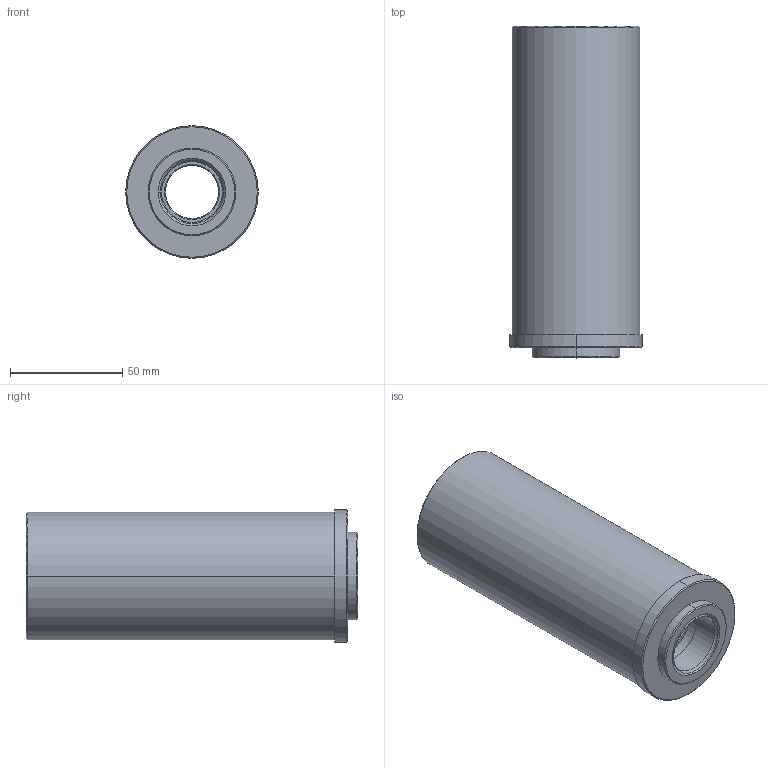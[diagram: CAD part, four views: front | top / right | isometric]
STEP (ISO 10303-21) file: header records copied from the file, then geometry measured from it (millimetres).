
FILE_DESCRIPTION((''),'2;1');
FILE_NAME('INTERFACE','2020-05-28T',('ygill'),(''),'CREO PARAMETRIC BY PTC INC, 2016260','CREO PARAMETRIC BY PTC INC, 2016260','');
FILE_SCHEMA(('CONFIG_CONTROL_DESIGN'));
Length unit declared in the file: millimetre
Products named in the file (1): INTERFACE
Bounding box: 59 x 147.5 x 59 mm (x, y, z)
Volume: 254997.6 mm3; surface area: 45544.3 mm2
Topology: 1 solids, 2 shells, 35 faces, 74 edges, 48 vertices
Faces by surface type: cylinder 14, cone 14, plane 7
Entity records: 995 total; most frequent: DIRECTION 190, CARTESIAN_POINT 154, ORIENTED_EDGE 140, AXIS2_PLACEMENT_3D 80, EDGE_CURVE 72, VERTEX_POINT 44, CIRCLE 44, EDGE_LOOP 42
